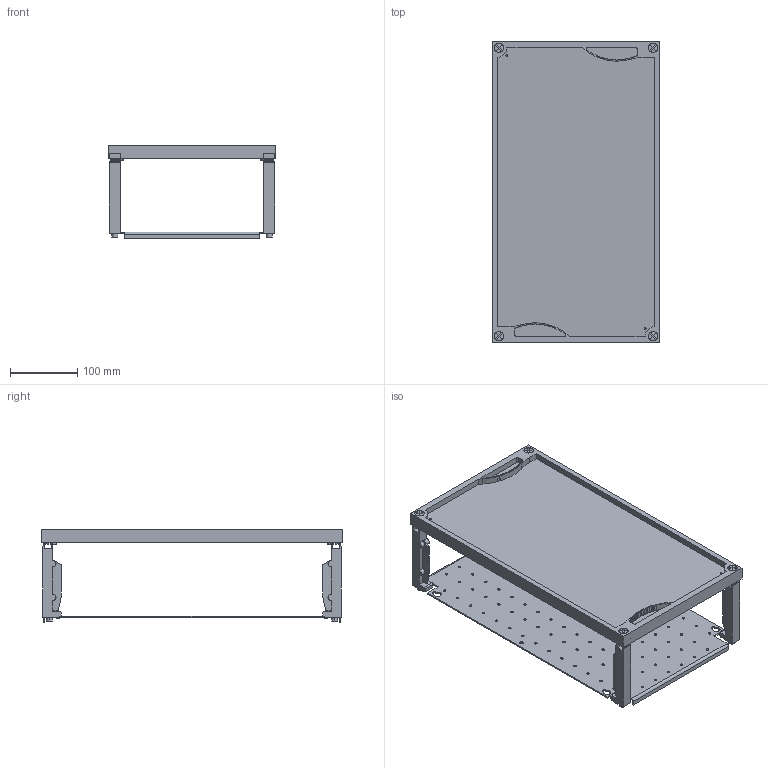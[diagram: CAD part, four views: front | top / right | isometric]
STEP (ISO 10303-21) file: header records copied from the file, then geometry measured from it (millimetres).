
FILE_DESCRIPTION(('STEP AP214'),'1');
FILE_NAME('cctmp_50AE6550-619D-474C-A648-9DE09ED4B314_2023_07_22_14_11_55_0122..stp','2023-07-22T12:11:56',('SIEMENS A&D'),('CADClick - www.CADClick.com'),'Spatial InterOp 3D postprocessed',' ','unknown authorization');
FILE_SCHEMA(('AUTOMOTIVE_DESIGN'));
Length unit declared in the file: millimetre
Products named in the file (11): cc_unnamed; 2023_07_22_14_11_55_0081; 2023_07_22_14_11_55_0077; 2023_07_22_14_11_55_0073; 2023_07_22_14_11_55_0069; 2023_07_22_14_11_55_0065; 2023_07_22_14_11_55_0061; 2023_07_22_14_11_55_0057; 2023_07_22_14_11_55_0053; 2023_07_22_14_11_55_0049; 2023_07_22_14_11_55_0045
Assembly tree (10 placements, depth 2):
  cc_unnamed
    2023_07_22_14_11_55_0081
    2023_07_22_14_11_55_0077
    2023_07_22_14_11_55_0073
    2023_07_22_14_11_55_0069
    2023_07_22_14_11_55_0065
    2023_07_22_14_11_55_0061
    2023_07_22_14_11_55_0057
    2023_07_22_14_11_55_0053
    2023_07_22_14_11_55_0049
    2023_07_22_14_11_55_0045
Bounding box: 250 x 450 x 139.43 mm (x, y, z)
Volume: 716302.8 mm3; surface area: 551563.1 mm2
Topology: 10 solids, 10 shells, 876 faces, 2436 edges, 1608 vertices
Faces by surface type: cylinder 446, plane 406, torus 16, cone 8
Entity records: 31789 total; most frequent: DIRECTION 5118, CARTESIAN_POINT 5019, ORIENTED_EDGE 4872, EDGE_CURVE 2436, AXIS2_PLACEMENT_3D 1819, VERTEX_POINT 1608, LINE 1480, VECTOR 1480
